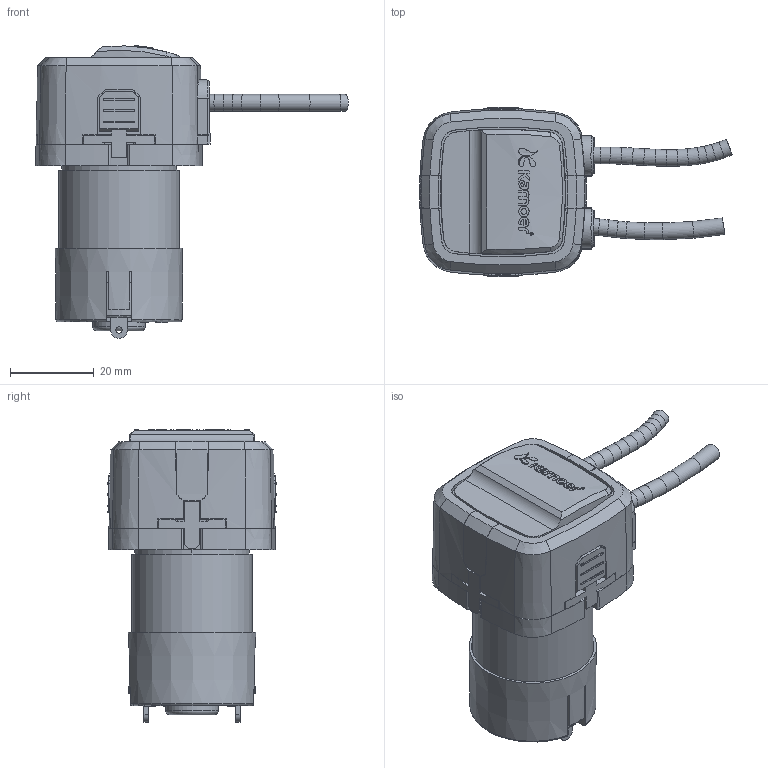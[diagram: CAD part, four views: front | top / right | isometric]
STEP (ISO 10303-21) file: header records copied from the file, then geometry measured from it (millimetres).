
FILE_DESCRIPTION(/* description */ (''),/* implementation_level */ '2;1');
FILE_NAME(/* name */ 'KXF stp.stp',/* time_stamp */ '2017-11-27T13:18:46+08:00',/* author */ (''),/* organization */ (''),/* preprocessor_version */ 'ST-DEVELOPER v16',/* originating_system */ 'SIEMENS PLM Software NX 11.0',/* authorisation */ '');
FILE_SCHEMA (('AUTOMOTIVE_DESIGN { 1 0 10303 214 3 1 1 1 }'));
Length unit declared in the file: millimetre
Products named in the file (1): 007151CF9EE25pd
Bounding box: 74.88 x 40.48 x 70.08 mm (x, y, z)
Volume: 15361.7 mm3; surface area: 32487.2 mm2
Topology: 2 solids, 3 shells, 1355 faces, 3789 edges, 2482 vertices
Faces by surface type: plane 661, cylinder 300, extrusion 117, cone 113, torus 106, bspline 58
Full cylindrical faces by diameter (mm): 0.338 x1, 0.45 x1, 0.54 x1, 0.72 x1, 1 x4, 2 x4, 2.06 x4, 2.3 x1, 3 x2, 3.5 x5, 5 x2, 10 x1, 24.5 x2, 27.6 x1, 28.9 x1
Entity records: 55864 total; most frequent: CARTESIAN_POINT 18374, ORIENTED_EDGE 7222, DIRECTION 6270, EDGE_CURVE 3611, VERTEX_POINT 2444, AXIS2_PLACEMENT_3D 2168, VECTOR 1934, LINE 1817
